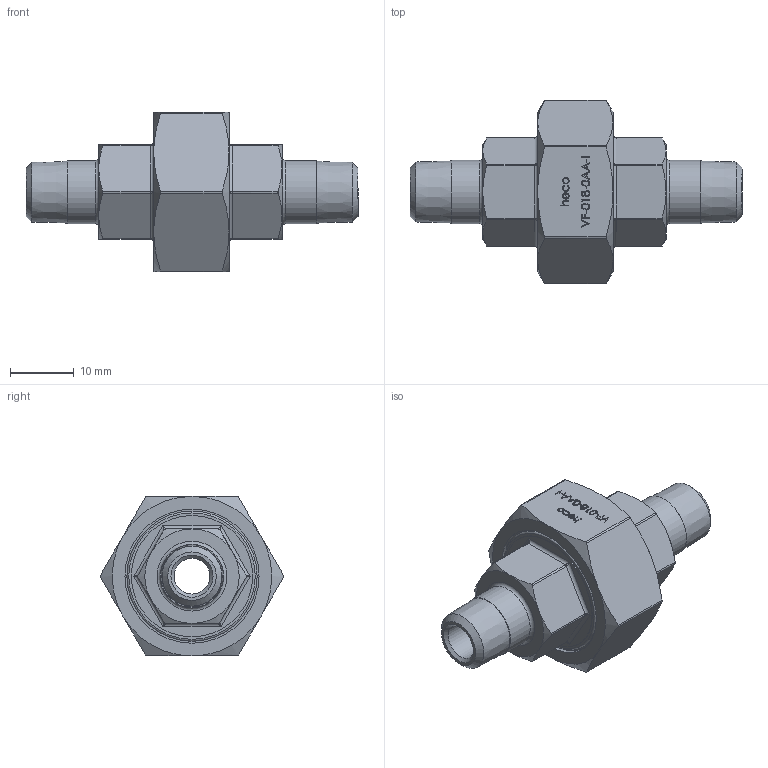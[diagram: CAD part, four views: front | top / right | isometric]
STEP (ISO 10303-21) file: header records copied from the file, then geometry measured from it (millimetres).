
FILE_DESCRIPTION (( 'STEP AP214' ), '1' );
FILE_NAME ('heco_VF-018-0AA-I.STEP', '2016-07-05T15:36:43', ( '' ), ( '' ), 'SwSTEP 2.0', 'SolidWorks 2011', '' );
FILE_SCHEMA (( 'AUTOMOTIVE_DESIGN' ));
Length unit declared in the file: millimetre
Products named in the file (1): heco_VF-018-0AA-I
Bounding box: 52 x 28.77 x 25.05 mm (x, y, z)
Volume: 8877.3 mm3; surface area: 4808.2 mm2
Topology: 1 solids, 1 shells, 285 faces, 690 edges, 429 vertices
Faces by surface type: plane 128, bspline 82, cylinder 38, cone 34, torus 3
Full cylindrical faces by diameter (mm): 5.6 x2, 9.6 x1, 9.928 x2, 19 x1, 20.4 x1, 21 x1
Entity records: 14127 total; most frequent: CARTESIAN_POINT 6592, ORIENTED_EDGE 1308, DIRECTION 868, EDGE_CURVE 654, VERTEX_POINT 426, LINE 352, VECTOR 352, EDGE_LOOP 342
